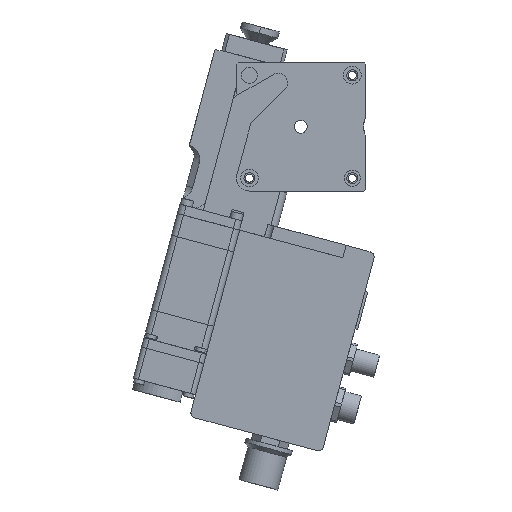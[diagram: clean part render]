
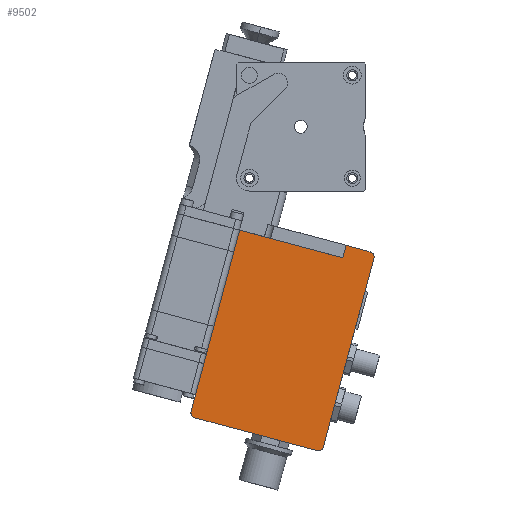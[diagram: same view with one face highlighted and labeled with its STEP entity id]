
A CAD part, front view. The second image highlights one B-rep face of the part: STEP entity #9502.
In plain terms, the highlighted planar face has unit normal (0, -1, 0).
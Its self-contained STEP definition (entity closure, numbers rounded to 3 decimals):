
#130 = CARTESIAN_POINT ( 'NONE',  ( 11.7, -10., -60. ) ) ;
#261 = DIRECTION ( 'NONE',  ( 0., 0., 1. ) ) ;
#462 = AXIS2_PLACEMENT_3D ( 'NONE', #4457, #15752, #261 ) ;
#477 = VERTEX_POINT ( 'NONE', #12487 ) ;
#557 = ORIENTED_EDGE ( 'NONE', *, *, #7984, .F. ) ;
#774 = VECTOR ( 'NONE', #15201, 1000. ) ;
#846 = VECTOR ( 'NONE', #1917, 1000. ) ;
#876 = DIRECTION ( 'NONE',  ( 0., 0., 1. ) ) ;
#1079 = ORIENTED_EDGE ( 'NONE', *, *, #10104, .F. ) ;
#1452 = DIRECTION ( 'NONE',  ( 0., 0., 1. ) ) ;
#1678 = EDGE_CURVE ( 'NONE', #11253, #2126, #17039, .T. ) ;
#1917 = DIRECTION ( 'NONE',  ( 1., 0., 0. ) ) ;
#2025 = CARTESIAN_POINT ( 'NONE',  ( 52.65, -10., -58.3 ) ) ;
#2078 = EDGE_CURVE ( 'NONE', #6852, #477, #16786, .T. ) ;
#2126 = VERTEX_POINT ( 'NONE', #3529 ) ;
#2156 = PLANE ( 'NONE',  #11363 ) ;
#2264 = DIRECTION ( 'NONE',  ( 0., -1., 0. ) ) ;
#2804 = AXIS2_PLACEMENT_3D ( 'NONE', #9723, #15283, #8637 ) ;
#2924 = CARTESIAN_POINT ( 'NONE',  ( 43.25, -10., 0. ) ) ;
#2928 = ORIENTED_EDGE ( 'NONE', *, *, #2078, .T. ) ;
#3529 = CARTESIAN_POINT ( 'NONE',  ( 43.25, -10., 4. ) ) ;
#3531 = DIRECTION ( 'NONE',  ( 0., 1., 0. ) ) ;
#3561 = CARTESIAN_POINT ( 'NONE',  ( 43.25, -10., 4. ) ) ;
#3912 = CIRCLE ( 'NONE', #14105, 1.7 ) ;
#4457 = CARTESIAN_POINT ( 'NONE',  ( 50.95, -10., -58.3 ) ) ;
#4575 = DIRECTION ( 'NONE',  ( -1., 0., 0. ) ) ;
#4635 = CARTESIAN_POINT ( 'NONE',  ( 10., -10., -58.3 ) ) ;
#5154 = FACE_OUTER_BOUND ( 'NONE', #17977, .T. ) ;
#5183 = VECTOR ( 'NONE', #11203, 1000. ) ;
#5199 = ORIENTED_EDGE ( 'NONE', *, *, #5571, .T. ) ;
#5502 = EDGE_CURVE ( 'NONE', #12605, #16503, #6903, .T. ) ;
#5571 = EDGE_CURVE ( 'NONE', #15510, #15145, #8315, .T. ) ;
#5827 = EDGE_CURVE ( 'NONE', #12605, #8561, #3912, .T. ) ;
#5934 = ORIENTED_EDGE ( 'NONE', *, *, #6937, .F. ) ;
#6797 = DIRECTION ( 'NONE',  ( 1., 0., 0. ) ) ;
#6852 = VERTEX_POINT ( 'NONE', #13872 ) ;
#6903 = LINE ( 'NONE', #11197, #12397 ) ;
#6937 = EDGE_CURVE ( 'NONE', #2126, #477, #17143, .T. ) ;
#7106 = CARTESIAN_POINT ( 'NONE',  ( 10., -10., 0. ) ) ;
#7788 = ORIENTED_EDGE ( 'NONE', *, *, #5827, .T. ) ;
#7820 = DIRECTION ( 'NONE',  ( 0., 0., 1. ) ) ;
#7984 = EDGE_CURVE ( 'NONE', #16503, #11253, #14933, .T. ) ;
#8315 = CIRCLE ( 'NONE', #462, 1.7 ) ;
#8561 = VERTEX_POINT ( 'NONE', #130 ) ;
#8637 = DIRECTION ( 'NONE',  ( 0., 0., 1. ) ) ;
#8994 = CARTESIAN_POINT ( 'NONE',  ( 0., -10., 0. ) ) ;
#9502 = ADVANCED_FACE ( 'NONE', ( #5154 ), #2156, .F. ) ;
#9723 = CARTESIAN_POINT ( 'NONE',  ( 50.95, -10., 2.3 ) ) ;
#10104 = EDGE_CURVE ( 'NONE', #15510, #8561, #10130, .T. ) ;
#10130 = LINE ( 'NONE', #17063, #15654 ) ;
#10295 = CARTESIAN_POINT ( 'NONE',  ( 50.95, -10., -60. ) ) ;
#10713 = CARTESIAN_POINT ( 'NONE',  ( 43.25, -10., 0. ) ) ;
#11022 = CARTESIAN_POINT ( 'NONE',  ( 52.65, -10., 4. ) ) ;
#11197 = CARTESIAN_POINT ( 'NONE',  ( 10., -10., -60. ) ) ;
#11203 = DIRECTION ( 'NONE',  ( 0., 0., 1. ) ) ;
#11253 = VERTEX_POINT ( 'NONE', #10713 ) ;
#11363 = AXIS2_PLACEMENT_3D ( 'NONE', #8994, #3531, #876 ) ;
#12397 = VECTOR ( 'NONE', #1452, 1000. ) ;
#12487 = CARTESIAN_POINT ( 'NONE',  ( 50.95, -10., 4. ) ) ;
#12578 = ORIENTED_EDGE ( 'NONE', *, *, #1678, .F. ) ;
#12605 = VERTEX_POINT ( 'NONE', #4635 ) ;
#12684 = ORIENTED_EDGE ( 'NONE', *, *, #5502, .F. ) ;
#13872 = CARTESIAN_POINT ( 'NONE',  ( 52.65, -10., 2.3 ) ) ;
#14105 = AXIS2_PLACEMENT_3D ( 'NONE', #14745, #2264, #7820 ) ;
#14745 = CARTESIAN_POINT ( 'NONE',  ( 11.7, -10., -58.3 ) ) ;
#14933 = LINE ( 'NONE', #17765, #17435 ) ;
#14940 = ORIENTED_EDGE ( 'NONE', *, *, #18005, .F. ) ;
#15145 = VERTEX_POINT ( 'NONE', #2025 ) ;
#15201 = DIRECTION ( 'NONE',  ( 0., 0., -1. ) ) ;
#15283 = DIRECTION ( 'NONE',  ( 0., -1., 0. ) ) ;
#15510 = VERTEX_POINT ( 'NONE', #10295 ) ;
#15654 = VECTOR ( 'NONE', #4575, 1000. ) ;
#15752 = DIRECTION ( 'NONE',  ( 0., -1., 0. ) ) ;
#16503 = VERTEX_POINT ( 'NONE', #7106 ) ;
#16680 = LINE ( 'NONE', #11022, #774 ) ;
#16786 = CIRCLE ( 'NONE', #2804, 1.7 ) ;
#17039 = LINE ( 'NONE', #2924, #5183 ) ;
#17063 = CARTESIAN_POINT ( 'NONE',  ( 52.65, -10., -60. ) ) ;
#17143 = LINE ( 'NONE', #3561, #846 ) ;
#17435 = VECTOR ( 'NONE', #6797, 1000. ) ;
#17765 = CARTESIAN_POINT ( 'NONE',  ( 10., -10., 0. ) ) ;
#17977 = EDGE_LOOP ( 'NONE', ( #12684, #7788, #1079, #5199, #14940, #2928, #5934, #12578, #557 ) ) ;
#18005 = EDGE_CURVE ( 'NONE', #6852, #15145, #16680, .T. ) ;
